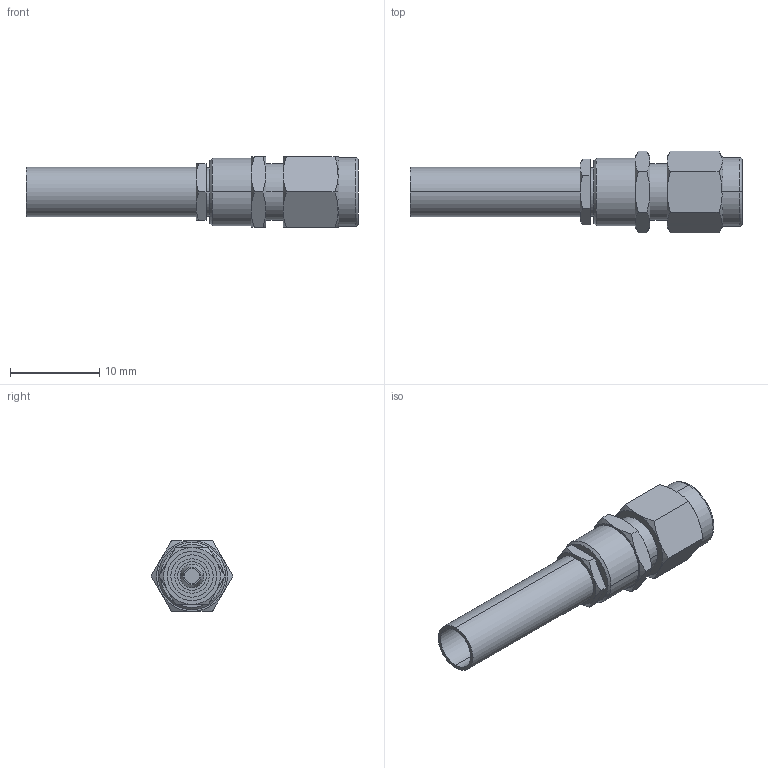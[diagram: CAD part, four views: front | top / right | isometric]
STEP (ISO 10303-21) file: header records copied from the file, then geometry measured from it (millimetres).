
FILE_DESCRIPTION((''),'2;1');
FILE_NAME('901-9601-3_SW0001','2018-09-14T',('Krishnaprasath'),(''),'CREO PARAMETRIC BY PTC INC, 2017020','CREO PARAMETRIC BY PTC INC, 2017020','');
FILE_SCHEMA(('CONFIG_CONTROL_DESIGN'));
Length unit declared in the file: inch
Products named in the file (1): 901-9601-3_SW0001
Bounding box: 37.19 x 9.15 x 7.92 mm (x, y, z)
Volume: 953.2 mm3; surface area: 1436.8 mm2
Topology: 1 solids, 1 shells, 121 faces, 259 edges, 158 vertices
Faces by surface type: plane 38, cylinder 38, cone 36, torus 6, bspline 3
Entity records: 5523 total; most frequent: CARTESIAN_POINT 2941, DIRECTION 523, ORIENTED_EDGE 518, EDGE_CURVE 259, AXIS2_PLACEMENT_3D 226, VERTEX_POINT 158, EDGE_LOOP 139, FACE_OUTER_BOUND 121
